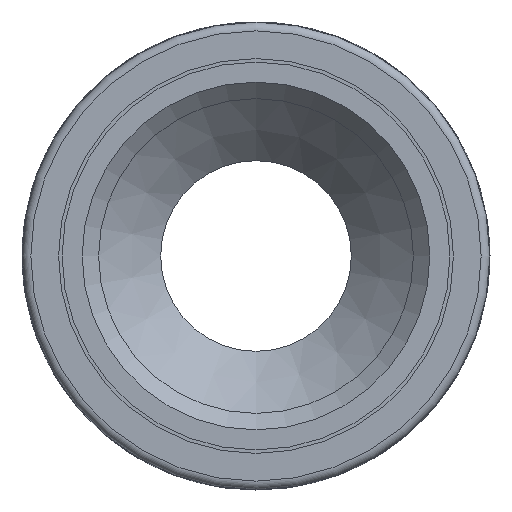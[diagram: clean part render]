
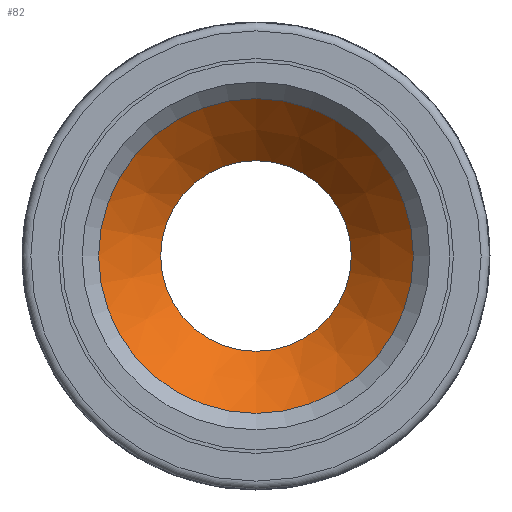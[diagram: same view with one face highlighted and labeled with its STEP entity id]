
A CAD part, left-side view. The second image highlights one B-rep face of the part: STEP entity #82.
In plain terms, the highlighted conical face has half-angle 45 degrees and reference radius 9.08 mm.
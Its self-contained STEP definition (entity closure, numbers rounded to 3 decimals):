
#82 = ADVANCED_FACE( '', ( #145, #146 ), #147, .F. );
#145 = FACE_BOUND( '', #273, .T. );
#146 = FACE_OUTER_BOUND( '', #274, .T. );
#147 = CONICAL_SURFACE( '', #275, 9.08, 0.785 );
#273 = EDGE_LOOP( '', ( #427 ) );
#274 = EDGE_LOOP( '', ( #428 ) );
#275 = AXIS2_PLACEMENT_3D( '', #429, #430, #431 );
#427 = ORIENTED_EDGE( '', *, *, #767, .T. );
#428 = ORIENTED_EDGE( '', *, *, #768, .F. );
#429 = CARTESIAN_POINT( '', ( -12.25, 0., 0. ) );
#430 = DIRECTION( '', ( -1., 0., 0. ) );
#431 = DIRECTION( '', ( 0., 0., 1. ) );
#767 = EDGE_CURVE( '', #887, #887, #888, .T. );
#768 = EDGE_CURVE( '', #889, #889, #890, .T. );
#887 = VERTEX_POINT( '', #1096 );
#888 = CIRCLE( '', #1097, 5.5 );
#889 = VERTEX_POINT( '', #1098 );
#890 = CIRCLE( '', #1099, 9.08 );
#1096 = CARTESIAN_POINT( '', ( -8.67, 0., -5.5 ) );
#1097 = AXIS2_PLACEMENT_3D( '', #1345, #1346, #1347 );
#1098 = CARTESIAN_POINT( '', ( -12.25, 0., -9.08 ) );
#1099 = AXIS2_PLACEMENT_3D( '', #1348, #1349, #1350 );
#1345 = CARTESIAN_POINT( '', ( -8.67, 0., 0. ) );
#1346 = DIRECTION( '', ( 1., 0., 0. ) );
#1347 = DIRECTION( '', ( 0., 0., -1. ) );
#1348 = CARTESIAN_POINT( '', ( -12.25, 0., 0. ) );
#1349 = DIRECTION( '', ( 1., 0., 0. ) );
#1350 = DIRECTION( '', ( 0., 0., -1. ) );
